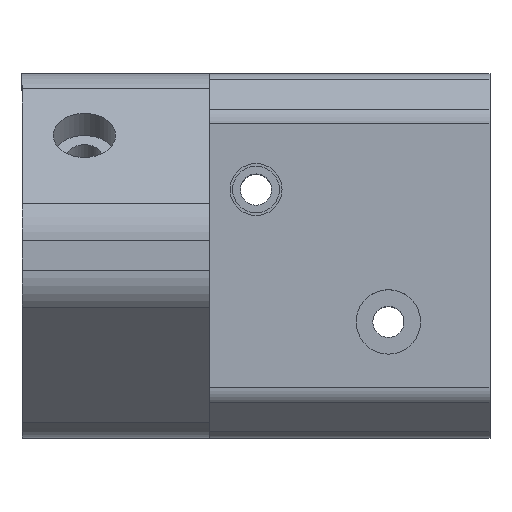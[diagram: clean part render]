
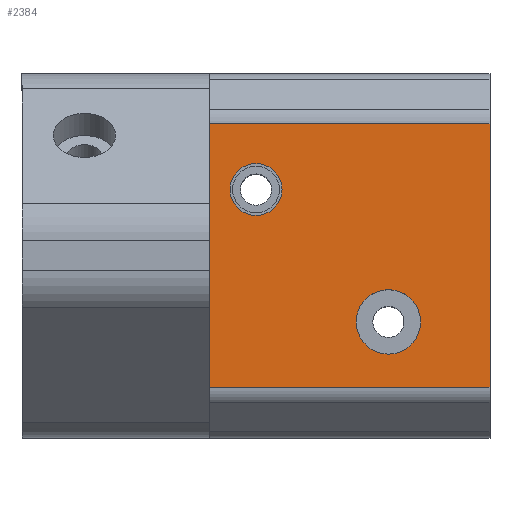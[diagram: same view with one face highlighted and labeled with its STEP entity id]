
A CAD part, top view. The second image highlights one B-rep face of the part: STEP entity #2384.
In plain terms, the highlighted planar face has unit normal (0, 0, 1).
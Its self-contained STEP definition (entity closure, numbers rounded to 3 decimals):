
#136=FACE_BOUND('',#565,.T.);
#137=FACE_BOUND('',#566,.T.);
#245=CIRCLE('',#2614,2.5);
#252=CIRCLE('',#2635,3.1);
#373=FACE_OUTER_BOUND('',#564,.T.);
#564=EDGE_LOOP('',(#1953,#1954,#1955,#1956,#1957,#1958));
#565=EDGE_LOOP('',(#1959));
#566=EDGE_LOOP('',(#1960));
#694=LINE('',#3620,#884);
#700=LINE('',#3642,#890);
#748=LINE('',#3862,#938);
#784=LINE('',#3976,#974);
#785=LINE('',#3979,#975);
#786=LINE('',#3980,#976);
#884=VECTOR('',#2869,10.);
#890=VECTOR('',#2889,10.);
#938=VECTOR('',#3121,10.);
#974=VECTOR('',#3239,10.);
#975=VECTOR('',#3242,10.);
#976=VECTOR('',#3243,10.);
#1087=VERTEX_POINT('',#3617);
#1088=VERTEX_POINT('',#3619);
#1097=VERTEX_POINT('',#3641);
#1176=VERTEX_POINT('',#3859);
#1177=VERTEX_POINT('',#3861);
#1198=VERTEX_POINT('',#3916);
#1215=VERTEX_POINT('',#3978);
#1216=VERTEX_POINT('',#3981);
#1335=EDGE_CURVE('',#1088,#1087,#694,.T.);
#1346=EDGE_CURVE('',#1088,#1097,#700,.T.);
#1441=EDGE_CURVE('',#1177,#1176,#748,.T.);
#1466=EDGE_CURVE('',#1198,#1198,#245,.T.);
#1496=EDGE_CURVE('',#1177,#1087,#784,.T.);
#1497=EDGE_CURVE('',#1176,#1215,#785,.T.);
#1498=EDGE_CURVE('',#1097,#1215,#786,.T.);
#1499=EDGE_CURVE('',#1216,#1216,#252,.T.);
#1953=ORIENTED_EDGE('',*,*,#1496,.F.);
#1954=ORIENTED_EDGE('',*,*,#1441,.T.);
#1955=ORIENTED_EDGE('',*,*,#1497,.T.);
#1956=ORIENTED_EDGE('',*,*,#1498,.F.);
#1957=ORIENTED_EDGE('',*,*,#1346,.F.);
#1958=ORIENTED_EDGE('',*,*,#1335,.T.);
#1959=ORIENTED_EDGE('',*,*,#1466,.T.);
#1960=ORIENTED_EDGE('',*,*,#1499,.T.);
#2264=PLANE('',#2634);
#2384=ADVANCED_FACE('',(#373,#136,#137),#2264,.T.);
#2614=AXIS2_PLACEMENT_3D('',#3917,#3176,#3177);
#2634=AXIS2_PLACEMENT_3D('',#3977,#3240,#3241);
#2635=AXIS2_PLACEMENT_3D('',#3982,#3244,#3245);
#2869=DIRECTION('',(0.,-1.,0.));
#2889=DIRECTION('',(-1.,0.,0.));
#3121=DIRECTION('',(0.,1.,0.));
#3176=DIRECTION('center_axis',(0.,0.,-1.));
#3177=DIRECTION('ref_axis',(1.,0.,0.));
#3239=DIRECTION('',(-1.,0.,0.));
#3240=DIRECTION('center_axis',(0.,0.,1.));
#3241=DIRECTION('ref_axis',(1.,0.,0.));
#3242=DIRECTION('',(-1.,0.,0.));
#3243=DIRECTION('',(0.,1.,0.));
#3244=DIRECTION('center_axis',(0.,0.,-1.));
#3245=DIRECTION('ref_axis',(1.,0.,0.));
#3617=CARTESIAN_POINT('',(18.,-12.672,16.5));
#3619=CARTESIAN_POINT('',(18.,9.536,16.5));
#3620=CARTESIAN_POINT('',(18.,0.,16.5));
#3641=CARTESIAN_POINT('',(0.,9.536,16.5));
#3642=CARTESIAN_POINT('',(18.,9.536,16.5));
#3859=CARTESIAN_POINT('',(45.,12.672,16.5));
#3861=CARTESIAN_POINT('',(45.,-12.672,16.5));
#3862=CARTESIAN_POINT('',(45.,17.5,16.5));
#3916=CARTESIAN_POINT('',(25.,6.365,16.5));
#3917=CARTESIAN_POINT('Origin',(22.5,6.365,16.5));
#3976=CARTESIAN_POINT('',(16.875,-12.672,16.5));
#3977=CARTESIAN_POINT('Origin',(22.5,0.,16.5));
#3978=CARTESIAN_POINT('',(0.,12.672,16.5));
#3979=CARTESIAN_POINT('',(18.,12.672,16.5));
#3980=CARTESIAN_POINT('',(0.,15.086,16.5));
#3981=CARTESIAN_POINT('',(38.33,-6.365,16.5));
#3982=CARTESIAN_POINT('Origin',(35.23,-6.365,16.5));
